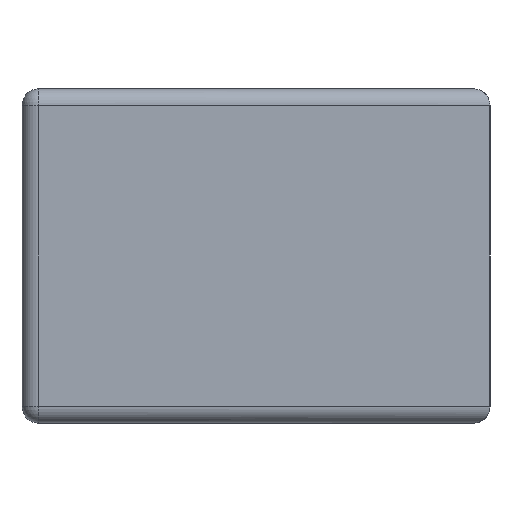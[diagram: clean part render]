
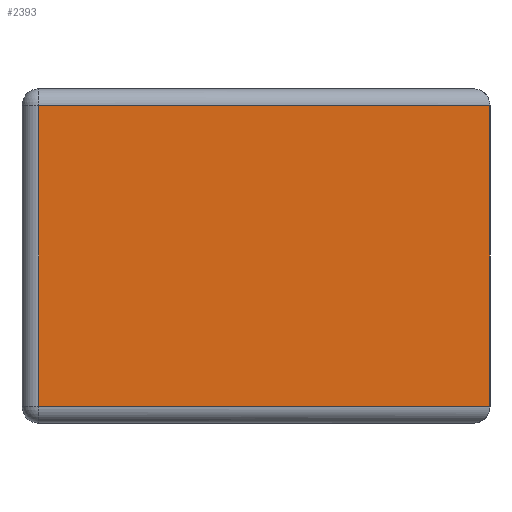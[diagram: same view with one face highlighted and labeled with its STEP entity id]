
A CAD part, front view. The second image highlights one B-rep face of the part: STEP entity #2393.
In plain terms, the highlighted planar face has unit normal (0, -1, 0).
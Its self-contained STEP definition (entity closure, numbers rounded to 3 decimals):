
#2123=CARTESIAN_POINT('',(-0.65,-1.075,0.05));
#2124=VERTEX_POINT('',#2123);
#2156=CARTESIAN_POINT('',(-0.65,-1.075,0.95));
#2157=VERTEX_POINT('',#2156);
#2216=CARTESIAN_POINT('',(0.7,-1.075,0.95));
#2217=VERTEX_POINT('',#2216);
#2218=CARTESIAN_POINT('',(-0.65,-1.075,0.95));
#2219=DIRECTION('',(1.0,0.0,0.0));
#2220=VECTOR('',#2219,1.35);
#2221=LINE('',#2218,#2220);
#2222=EDGE_CURVE('',#2157,#2217,#2221,.T.);
#2240=CARTESIAN_POINT('',(-0.65,-1.075,0.05));
#2241=DIRECTION('',(0.0,0.0,1.0));
#2242=VECTOR('',#2241,0.9);
#2243=LINE('',#2240,#2242);
#2244=EDGE_CURVE('',#2124,#2157,#2243,.T.);
#2318=CARTESIAN_POINT('',(0.7,-1.075,0.05));
#2319=VERTEX_POINT('',#2318);
#2320=CARTESIAN_POINT('',(0.7,-1.075,0.05));
#2321=DIRECTION('',(-1.0,0.0,0.0));
#2322=VECTOR('',#2321,1.35);
#2323=LINE('',#2320,#2322);
#2324=EDGE_CURVE('',#2319,#2124,#2323,.T.);
#2377=CARTESIAN_POINT('',(0.,-1.075,0.5));
#2378=DIRECTION('',(0.0,1.0,0.0));
#2379=DIRECTION('',(0.0,0.0,1.0));
#2380=AXIS2_PLACEMENT_3D('',#2377,#2378,#2379);
#2381=PLANE('',#2380);
#2382=ORIENTED_EDGE('',*,*,#2222,.F.);
#2383=ORIENTED_EDGE('',*,*,#2244,.F.);
#2384=ORIENTED_EDGE('',*,*,#2324,.F.);
#2385=CARTESIAN_POINT('',(0.7,-1.075,0.95));
#2386=DIRECTION('',(0.0,0.0,-1.0));
#2387=VECTOR('',#2386,0.9);
#2388=LINE('',#2385,#2387);
#2389=EDGE_CURVE('',#2217,#2319,#2388,.T.);
#2390=ORIENTED_EDGE('',*,*,#2389,.F.);
#2391=EDGE_LOOP('',(#2382,#2383,#2384,#2390));
#2392=FACE_OUTER_BOUND('',#2391,.T.);
#2393=ADVANCED_FACE('',(#2392),#2381,.F.);
